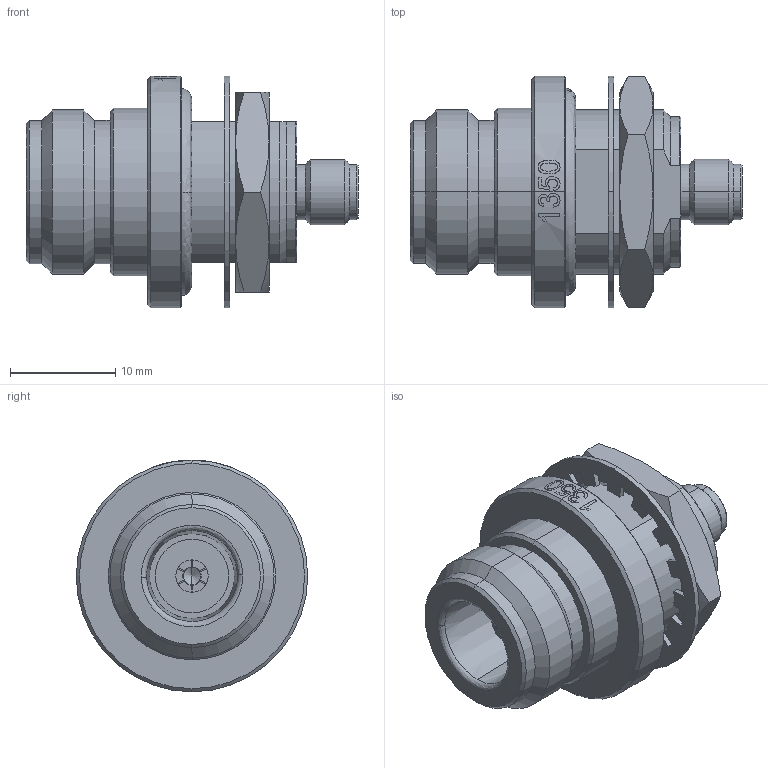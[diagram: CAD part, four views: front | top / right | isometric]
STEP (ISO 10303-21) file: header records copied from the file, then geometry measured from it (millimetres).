
FILE_DESCRIPTION (( 'STEP AP214' ), '1' );
FILE_NAME ('PE1350_3D.STEP', '2022-12-12T19:09:19', ( '' ), ( '' ), 'SwSTEP 2.0', 'SolidWorks 2022', '' );
FILE_SCHEMA (( 'AUTOMOTIVE_DESIGN' ));
Length unit declared in the file: inch
Products named in the file (5): Copy of N8105-7_1^PE1350; Copy of N8105-8_1^PE1350; Copy of N8105-6_1^PE1350; Copy of AD-N8A8-BF-GB-18^PE1350; PE1350_3D
Assembly tree (4 placements, depth 2):
  PE1350_3D
    Copy of AD-N8A8-BF-GB-18^PE1350
    Copy of N8105-6_1^PE1350
    Copy of N8105-7_1^PE1350
    Copy of N8105-8_1^PE1350
Bounding box: 31.55 x 22 x 22.01 mm (x, y, z)
Volume: 5256.2 mm3; surface area: 4065.2 mm2
Topology: 4 solids, 4 shells, 274 faces, 689 edges, 435 vertices
Faces by surface type: plane 88, cylinder 76, bspline 67, cone 43
Entity records: 13113 total; most frequent: CARTESIAN_POINT 6782, ORIENTED_EDGE 1374, DIRECTION 1141, EDGE_CURVE 687, AXIS2_PLACEMENT_3D 448, VERTEX_POINT 435, EDGE_LOOP 294, ADVANCED_FACE 274
